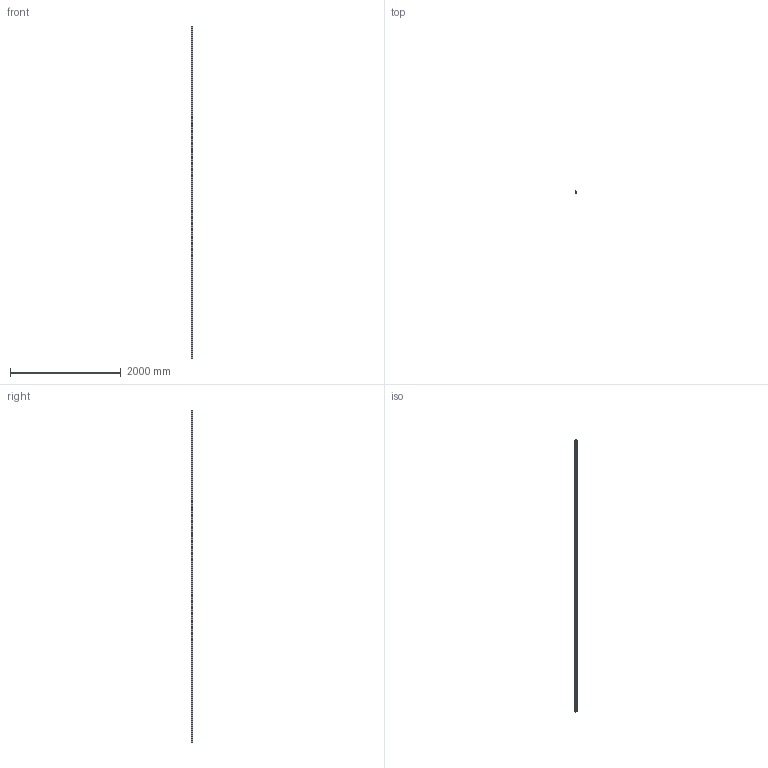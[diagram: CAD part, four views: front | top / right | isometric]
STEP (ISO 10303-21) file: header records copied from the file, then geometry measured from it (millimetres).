
FILE_DESCRIPTION (( 'STEP AP203' ), '1' );
FILE_NAME ('B01-8.STEP', '2018-04-02T16:50:20', ( 'User2' ), ( '' ), 'SwSTEP 2.0', 'SolidWorks 2007', '' );
FILE_SCHEMA (( 'CONFIG_CONTROL_DESIGN' ));
Length unit declared in the file: millimetre
Products named in the file (1): B01-8
Bounding box: 30 x 30 x 6000 mm (x, y, z)
Volume: 1677296.3 mm3; surface area: 1477855.3 mm2
Topology: 1 solids, 1 shells, 37 faces, 105 edges, 70 vertices
Faces by surface type: plane 32, cylinder 5
Entity records: 1270 total; most frequent: CARTESIAN_POINT 213, ORIENTED_EDGE 210, DIRECTION 191, EDGE_CURVE 105, VECTOR 95, LINE 95, VERTEX_POINT 70, AXIS2_PLACEMENT_3D 48
